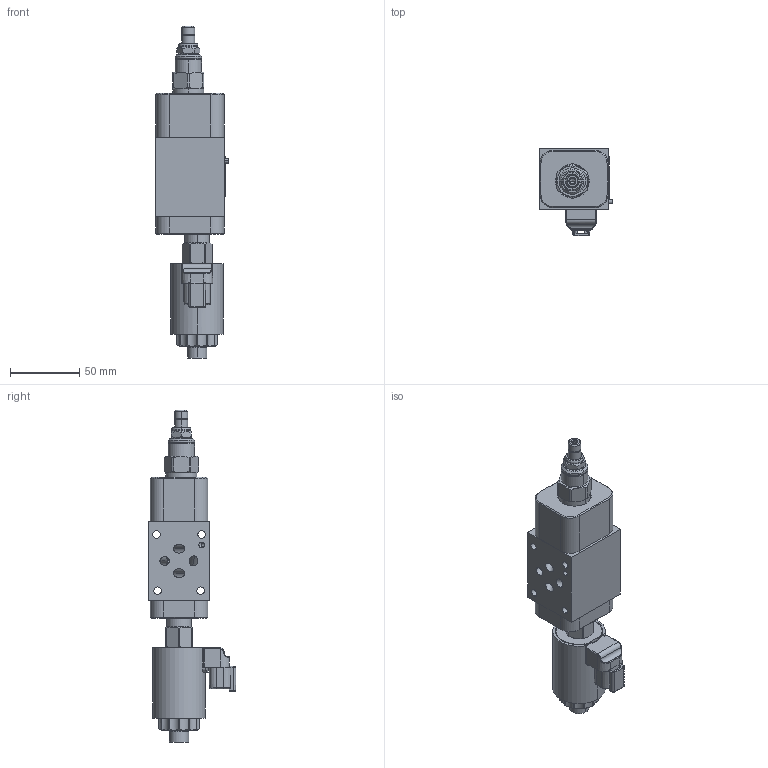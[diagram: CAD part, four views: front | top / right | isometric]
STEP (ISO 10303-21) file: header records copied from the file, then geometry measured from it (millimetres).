
FILE_DESCRIPTION((''),'2;1');
FILE_NAME('XRGMLANFA912_ASM','2019-06-28T',('ProEService'),(''),'PRO/ENGINEER BY PARAMETRIC TECHNOLOGY CORPORATION, 2014200','PRO/ENGINEER BY PARAMETRIC TECHNOLOGY CORPORATION, 2014200','');
FILE_SCHEMA(('CONFIG_CONTROL_DESIGN'));
Length unit declared in the file: inch
Products named in the file (7): 155-812; PVDALAN; 811-001-006; 500-001-012; DTAFMHN912; 850-004-218; XRGMLANFA912_ASM
Assembly tree (9 placements, depth 2):
  XRGMLANFA912_ASM
    155-812
    PVDALAN
    811-001-006
    500-001-012  x4
    DTAFMHN912
    850-004-218
Bounding box: 52.93 x 63.02 x 239.12 mm (x, y, z)
Volume: 278355.7 mm3; surface area: 88424.9 mm2
Topology: 19 solids, 19 shells, 1230 faces, 3375 edges, 2389 vertices
Faces by surface type: plane 422, cylinder 404, cone 198, torus 136, revolution 40, sphere 16, bspline 14
Entity records: 45161 total; most frequent: CARTESIAN_POINT 14300, DIRECTION 6549, ORIENTED_EDGE 6030, EDGE_CURVE 3015, AXIS2_PLACEMENT_3D 2459, VERTEX_POINT 1896, VECTOR 1603, LINE 1603
